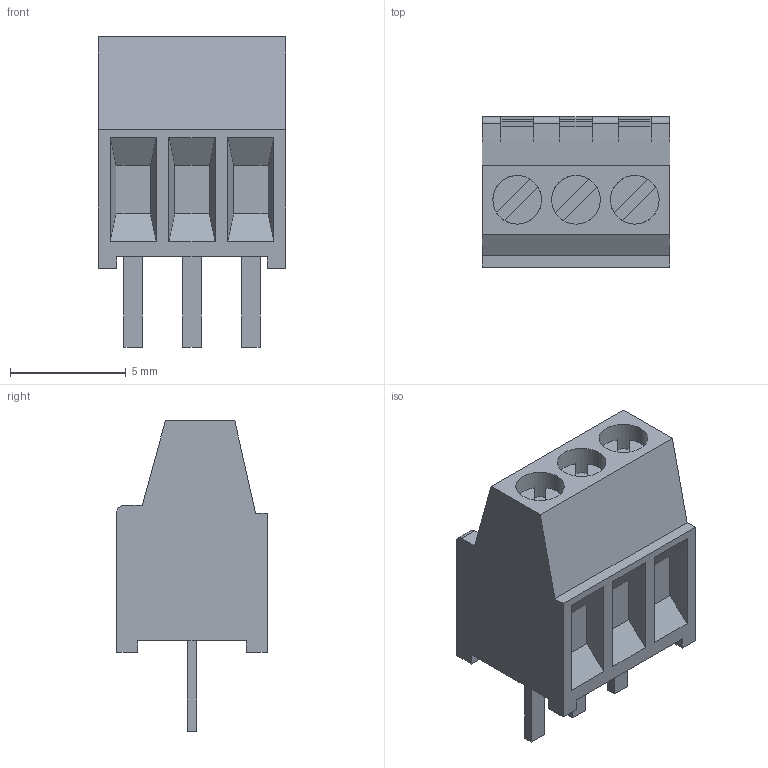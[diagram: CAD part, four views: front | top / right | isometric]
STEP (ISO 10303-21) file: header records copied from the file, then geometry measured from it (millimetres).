
FILE_DESCRIPTION((''),'2;1');
FILE_NAME('C-282834-3','2008-11-06T',('workeradm'),('Tyco Electronics Corporation'),'PRO/ENGINEER BY PARAMETRIC TECHNOLOGY CORPORATION, 2005450','PRO/ENGINEER BY PARAMETRIC TECHNOLOGY CORPORATION, 2005450','');
FILE_SCHEMA(('CONFIG_CONTROL_DESIGN', 'GEOMETRIC_VALIDATION_PROPERTIES_MIM'));
Length unit declared in the file: millimetre
Products named in the file (1): C-282834-3
Bounding box: 8.08 x 6.5 x 13.4 mm (x, y, z)
Volume: 381.1 mm3; surface area: 450.5 mm2
Topology: 1 solids, 1 shells, 104 faces, 273 edges, 180 vertices
Faces by surface type: plane 94, cylinder 10
Entity records: 3290 total; most frequent: CARTESIAN_POINT 558, ORIENTED_EDGE 546, DIRECTION 513, EDGE_CURVE 273, VECTOR 241, LINE 241, VERTEX_POINT 180, AXIS2_PLACEMENT_3D 136
